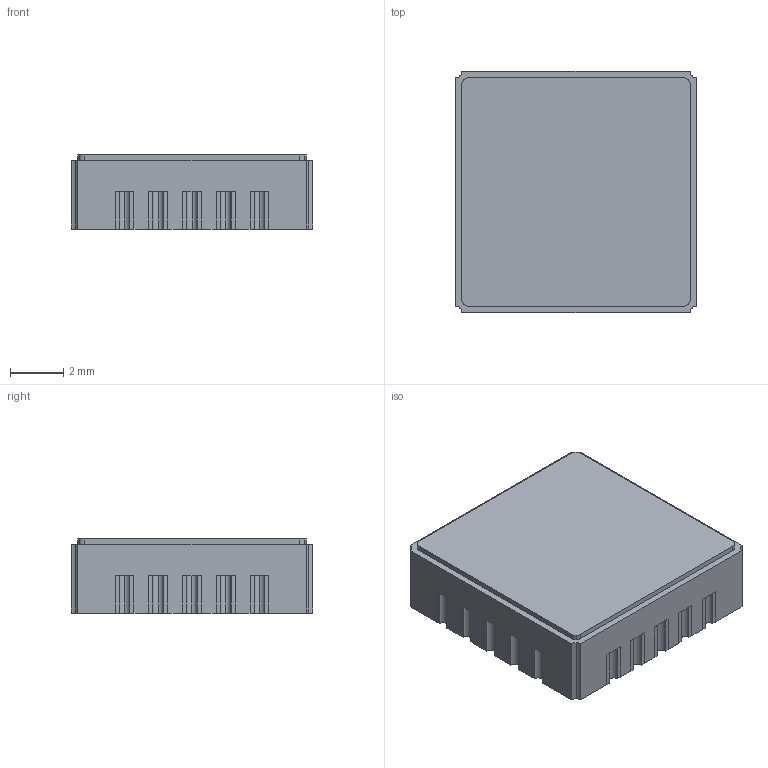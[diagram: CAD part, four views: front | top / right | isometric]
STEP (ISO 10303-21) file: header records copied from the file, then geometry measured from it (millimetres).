
FILE_DESCRIPTION((''),'2;1');
FILE_NAME('LCC127P889X889X279-20N.stp','2009-12-08T14:36:13',(''),(''),'Mechanical Desktop 2006','Mechanical Desktop 2006',', , ');
FILE_SCHEMA(('AUTOMOTIVE_DESIGN { 1 2 10303 214 0 1 1 1 }'));
Length unit declared in the file: millimetre
Products named in the file (1): Product
Bounding box: 9.09 x 9.09 x 2.79 mm (x, y, z)
Volume: 226.5 mm3; surface area: 658.3 mm2
Topology: 22 solids, 22 shells, 288 faces, 732 edges, 488 vertices
Faces by surface type: plane 232, cylinder 56
Entity records: 8646 total; most frequent: CARTESIAN_POINT 1509, ORIENTED_EDGE 1464, DIRECTION 1422, EDGE_CURVE 732, VECTOR 620, LINE 620, VERTEX_POINT 488, AXIS2_PLACEMENT_3D 401
